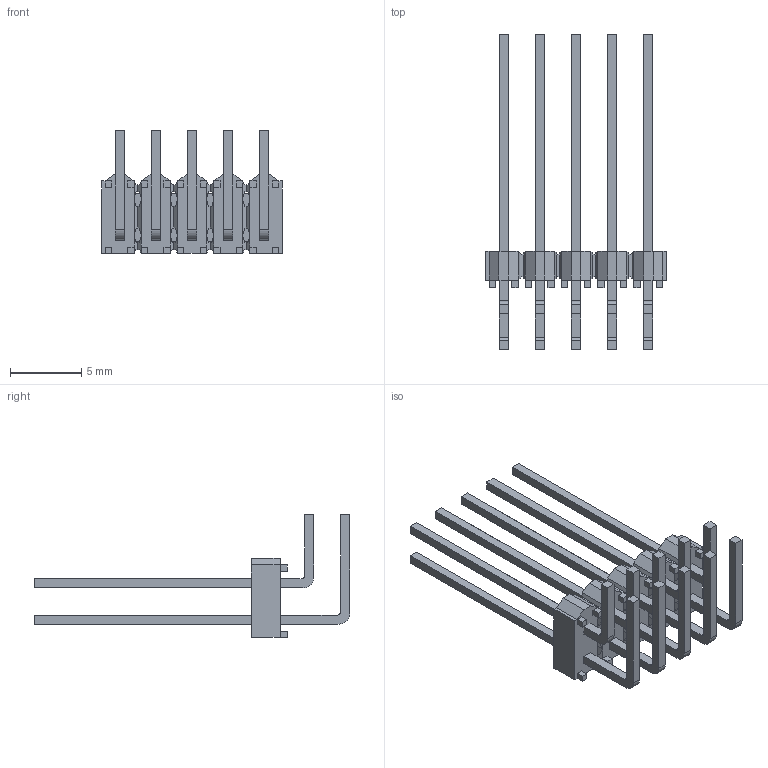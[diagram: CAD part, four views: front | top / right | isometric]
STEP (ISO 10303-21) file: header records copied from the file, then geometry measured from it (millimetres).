
FILE_DESCRIPTION(/* description */ ('STEP AP214'),/* implementation_level */ '2;1');
FILE_NAME(/* name */ 'MTSW-105-11-L-D-600-RA',/* time_stamp */ '2024-08-05T05:28:44+02:00',/* author */ ('License CC BY-ND 4.0'),/* organization */ ('CADENAS'),/* preprocessor_version */ 'ST-DEVELOPER v19.3',/* originating_system */ 'PARTsolutions',/* authorisation */ ' ');
FILE_SCHEMA (('AUTOMOTIVE_DESIGN {1 0 10303 214 3 1 1}'));
Length unit declared in the file: inch
Products named in the file (3): MTSW-105-11-L-D-600-RA; MTSW-105-11-L-D-600-RA_body; MTSW-105-11-D-600-RA
Assembly tree (2 placements, depth 2):
  MTSW-105-11-L-D-600-RA
    MTSW-105-11-L-D-600-RA_body
    MTSW-105-11-D-600-RA
Bounding box: 12.7 x 22.16 x 8.61 mm (x, y, z)
Volume: 236.1 mm3; surface area: 1054.6 mm2
Topology: 2 solids, 2 shells, 430 faces, 1132 edges, 712 vertices
Faces by surface type: plane 410, cylinder 20
Entity records: 13002 total; most frequent: CARTESIAN_POINT 2277, ORIENTED_EDGE 2264, DIRECTION 2038, EDGE_CURVE 1132, LINE 1092, VECTOR 1092, VERTEX_POINT 712, AXIS2_PLACEMENT_3D 473
